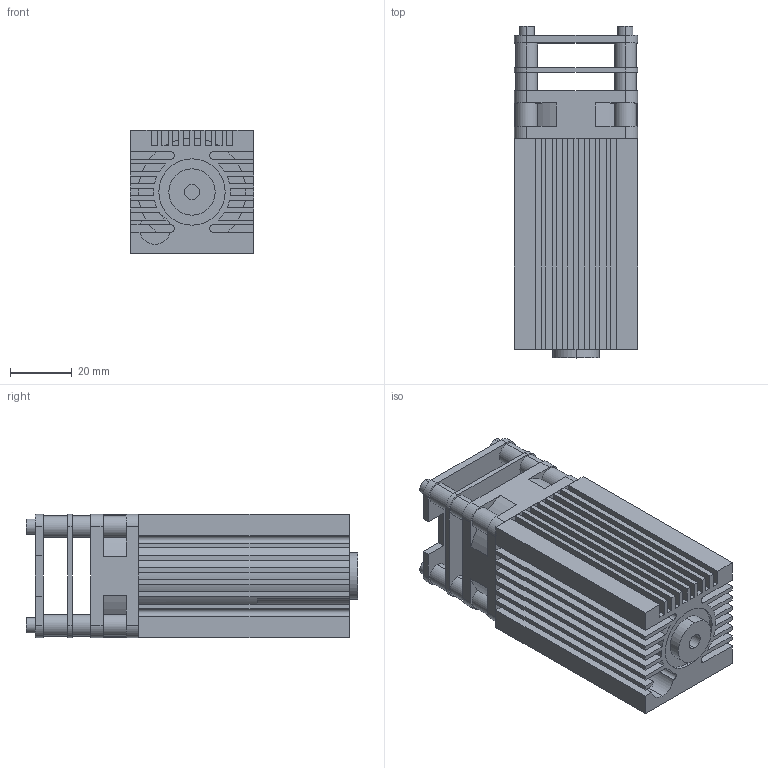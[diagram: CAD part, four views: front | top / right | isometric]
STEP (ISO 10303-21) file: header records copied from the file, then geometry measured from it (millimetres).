
FILE_DESCRIPTION (( 'STEP AP203' ), '1' );
FILE_NAME ('LDLSR30w.STEP', '2021-06-02T06:36:21', ( '' ), ( '' ), 'SwSTEP 2.0', 'SolidWorks 2018', '' );
FILE_SCHEMA (( 'CONFIG_CONTROL_DESIGN' ));
Length unit declared in the file: millimetre
Products named in the file (1): LDLSR30w
Bounding box: 40 x 107.75 x 40 mm (x, y, z)
Volume: 95071.2 mm3; surface area: 54129.9 mm2
Topology: 16 solids, 16 shells, 280 faces, 723 edges, 482 vertices
Faces by surface type: plane 172, cylinder 108
Entity records: 8671 total; most frequent: DIRECTION 1502, CARTESIAN_POINT 1486, ORIENTED_EDGE 1446, EDGE_CURVE 723, VECTOR 506, LINE 506, AXIS2_PLACEMENT_3D 498, VERTEX_POINT 482
